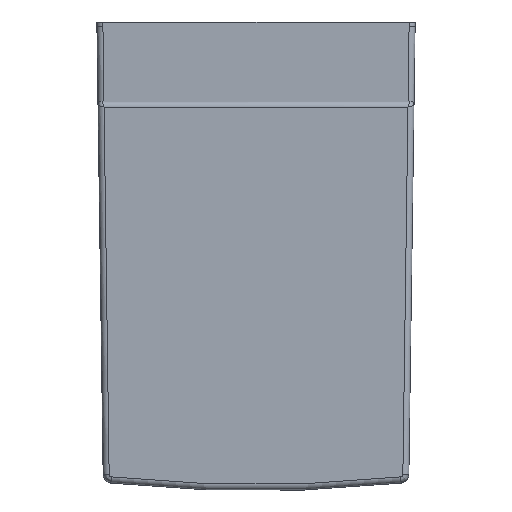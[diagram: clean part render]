
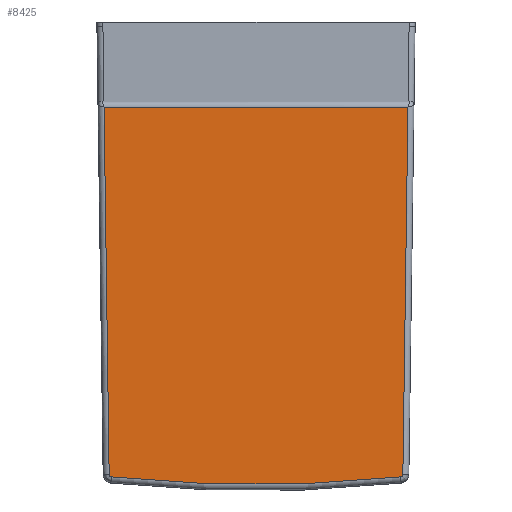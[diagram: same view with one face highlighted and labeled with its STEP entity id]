
A CAD part, top view. The second image highlights one B-rep face of the part: STEP entity #8425.
In plain terms, the highlighted planar face has unit normal (0, 0, 1).
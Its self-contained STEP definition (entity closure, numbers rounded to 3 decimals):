
#7925=CARTESIAN_POINT('',(406.19,18.314,45.0));
#7926=VERTEX_POINT('',#7925);
#8056=CARTESIAN_POINT('',(406.19,-335.071,45.0));
#8057=VERTEX_POINT('',#8056);
#8081=CARTESIAN_POINT('',(406.19,18.314,45.0));
#8082=DIRECTION('',(0.0,-1.0,0.0));
#8083=VECTOR('',#8082,353.385);
#8084=LINE('',#8081,#8083);
#8085=EDGE_CURVE('',#7926,#8057,#8084,.T.);
#8103=CARTESIAN_POINT('',(-20.776,-329.141,45.0));
#8104=VERTEX_POINT('',#8103);
#8105=CARTESIAN_POINT('',(406.19,-335.071,45.0));
#8106=DIRECTION('',(-1.,0.014,0.0));
#8107=VECTOR('',#8106,427.007);
#8108=LINE('',#8105,#8107);
#8109=EDGE_CURVE('',#8057,#8104,#8108,.T.);
#8152=CARTESIAN_POINT('',(-23.717,-326.461,45.0));
#8153=VERTEX_POINT('',#8152);
#8171=CARTESIAN_POINT('',(-20.734,-326.141,45.0));
#8172=DIRECTION('',(0.0,0.0,-1.));
#8173=DIRECTION('',(-0.673,-0.739,0.0));
#8174=AXIS2_PLACEMENT_3D('',#8171,#8172,#8173);
#8175=CIRCLE('',#8174,3.);
#8176=EDGE_CURVE('',#8104,#8153,#8175,.T.);
#8186=CARTESIAN_POINT('',(-23.717,9.704,45.0));
#8187=VERTEX_POINT('',#8186);
#8205=CARTESIAN_POINT('',(1543.072,-158.379,45.0));
#8206=DIRECTION('',(0.0,0.0,-1.0));
#8207=DIRECTION('',(-1.0,0.0,0.0));
#8208=AXIS2_PLACEMENT_3D('',#8205,#8206,#8207);
#8209=CIRCLE('',#8208,1575.779);
#8210=EDGE_CURVE('',#8153,#8187,#8209,.T.);
#8238=CARTESIAN_POINT('',(-20.776,12.384,45.0));
#8239=VERTEX_POINT('',#8238);
#8257=CARTESIAN_POINT('',(-20.734,9.384,45.0));
#8258=DIRECTION('',(0.0,0.0,-1.0));
#8259=DIRECTION('',(-0.673,0.739,0.0));
#8260=AXIS2_PLACEMENT_3D('',#8257,#8258,#8259);
#8261=CIRCLE('',#8260,3.);
#8262=EDGE_CURVE('',#8187,#8239,#8261,.T.);
#8280=CARTESIAN_POINT('',(-20.776,12.384,45.0));
#8281=DIRECTION('',(1.,0.014,0.0));
#8282=VECTOR('',#8281,427.007);
#8283=LINE('',#8280,#8282);
#8284=EDGE_CURVE('',#8239,#7926,#8283,.T.);
#8412=CARTESIAN_POINT('',(192.877,-158.379,45.0));
#8413=DIRECTION('',(0.0,0.0,1.0));
#8414=DIRECTION('',(1.0,0.0,0.0));
#8415=AXIS2_PLACEMENT_3D('',#8412,#8413,#8414);
#8416=PLANE('',#8415);
#8417=ORIENTED_EDGE('',*,*,#8085,.F.);
#8418=ORIENTED_EDGE('',*,*,#8284,.F.);
#8419=ORIENTED_EDGE('',*,*,#8262,.F.);
#8420=ORIENTED_EDGE('',*,*,#8210,.F.);
#8421=ORIENTED_EDGE('',*,*,#8176,.F.);
#8422=ORIENTED_EDGE('',*,*,#8109,.F.);
#8423=EDGE_LOOP('',(#8417,#8418,#8419,#8420,#8421,#8422));
#8424=FACE_OUTER_BOUND('',#8423,.T.);
#8425=ADVANCED_FACE('',(#8424),#8416,.T.);
